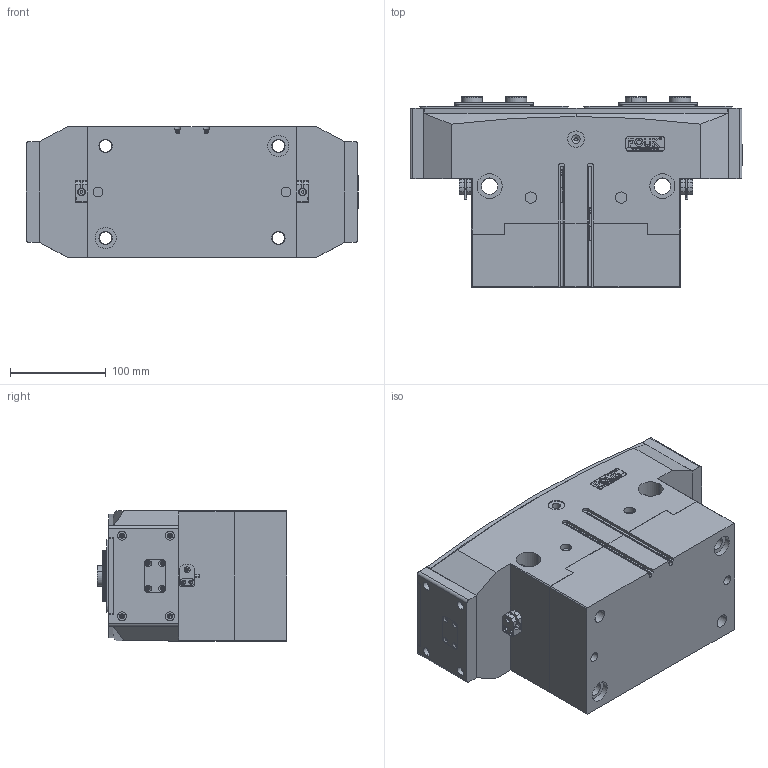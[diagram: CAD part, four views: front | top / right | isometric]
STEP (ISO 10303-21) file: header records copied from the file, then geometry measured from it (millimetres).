
FILE_DESCRIPTION (( 'STEP AP203' ), '1' );
FILE_NAME ('FR134-318-S-P-NC.STEP', '2025-01-12T05:49:41', ( 'USER-' ), ( 'Microsoft' ), 'SwSTEP 2.0', 'SolidWorks 2018', '' );
FILE_SCHEMA (( 'CONFIG_CONTROL_DESIGN' ));
Length unit declared in the file: millimetre
Products named in the file (20): TRT134-318-M-01 喘倛褲极; TRT134-318-M-14 忒硌薊啣; 羲壽標釱B; TRT134-318-M-12 耜猾极; FR134-318-S-P; 8-30 換覜ん; FR134-318-S; TRT134-318-M-11 奻葡裔啣; 22x12杶种; 埴翐芛蹟佪_GB_FASTENER_SCREWS_HSHCS M2X8-N; TRT134-318-M-02 喘倛賑輸; TRT134-318-M-13 移动挡板(默认); 22x20杶种; TRT134-318-S-02 喘倛賑輸; TR240-15耜猾苤裔耀倰; 40x15-R2.5; TRT134-318-N-27K 晊扥极; 晚假蚾輸B; FR134-318-S-P-NC; 棠羲換覜ん
Assembly tree (36 placements, depth 4):
  FR134-318-S-P-NC
    FR134-318-S-P
      TRT134-318-M-11 奻葡裔啣
      TRT134-318-M-12 耜猾极  x2
      TRT134-318-M-14 忒硌薊啣  x2
      TRT134-318-M-13 移动挡板(默认)  x2
      22x20杶种  x4
      TR240-15耜猾苤裔耀倰  x2
      FR134-318-S
        TRT134-318-M-01 喘倛褲极
        TRT134-318-M-02 喘倛賑輸
        羲壽標釱B  x2
        8-30 換覜ん  x2
        晚假蚾輸B  x2
        22x12杶种  x4
        埴翐芛蹟佪_GB_FASTENER_SCREWS_HSHCS M2X8-N  x4
        棠羲換覜ん  x2
        40x15-R2.5
        TRT134-318-S-02 喘倛賑輸
    TRT134-318-N-27K 晊扥极
Bounding box: 346 x 198 x 136 mm (x, y, z)
Volume: 6145798.3 mm3; surface area: 674079.6 mm2
Topology: 34 solids, 34 shells, 1901 faces, 4869 edges, 3059 vertices
Faces by surface type: plane 796, cylinder 621, cone 321, bspline 155, torus 8
Entity records: 53245 total; most frequent: CARTESIAN_POINT 14843, ORIENTED_EDGE 7520, DIRECTION 7175, EDGE_CURVE 3760, VERTEX_POINT 2442, AXIS2_PLACEMENT_3D 2394, LINE 2387, VECTOR 2387
